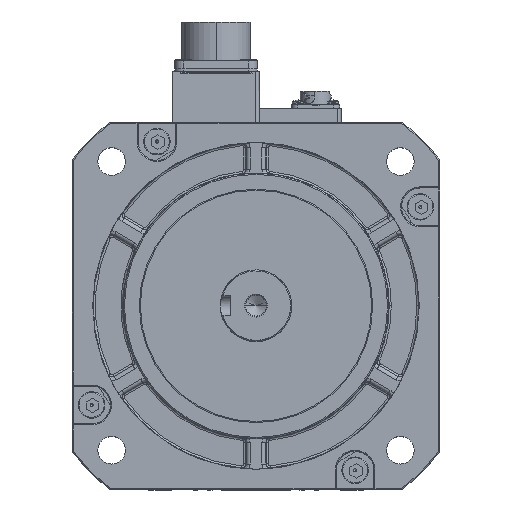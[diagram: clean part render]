
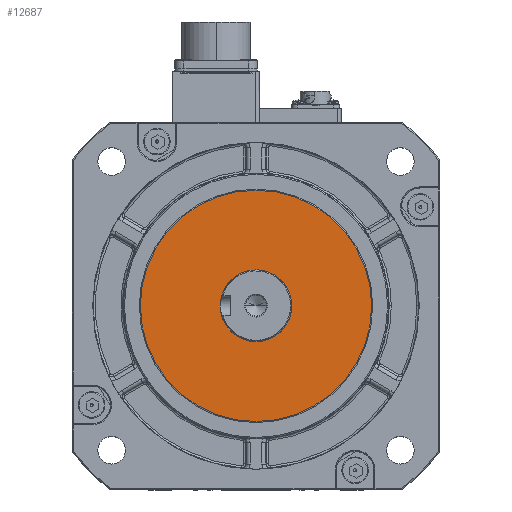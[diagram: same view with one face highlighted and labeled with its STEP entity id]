
A CAD part, top view. The second image highlights one B-rep face of the part: STEP entity #12687.
In plain terms, the highlighted planar face has unit normal (0, 0, 1).
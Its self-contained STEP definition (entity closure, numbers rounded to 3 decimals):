
#1843 = VERTEX_POINT ( 'NONE', #30682 ) ;
#4287 = VERTEX_POINT ( 'NONE', #35860 ) ;
#6562 = CARTESIAN_POINT ( 'NONE',  ( 0., 0., 67.7 ) ) ;
#6794 = AXIS2_PLACEMENT_3D ( 'NONE', #17509, #50700, #59862 ) ;
#12134 = VERTEX_POINT ( 'NONE', #31091 ) ;
#12613 = EDGE_CURVE ( 'NONE', #4287, #61537, #22614, .T. ) ;
#12687 = ADVANCED_FACE ( 'NONE', ( #35933, #50828 ), #17547, .T. ) ;
#13683 = CARTESIAN_POINT ( 'NONE',  ( 56.65, 0., 67.7 ) ) ;
#15134 = ORIENTED_EDGE ( 'NONE', *, *, #22807, .T. ) ;
#16463 = CIRCLE ( 'NONE', #32148, 17.5 ) ;
#16522 = CARTESIAN_POINT ( 'NONE',  ( 0., 0., 67.7 ) ) ;
#17509 = CARTESIAN_POINT ( 'NONE',  ( 0., 0., 67.7 ) ) ;
#17547 = PLANE ( 'NONE',  #34239 ) ;
#21056 = DIRECTION ( 'NONE',  ( 1., 0., 0. ) ) ;
#21698 = EDGE_CURVE ( 'NONE', #1843, #12134, #54362, .T. ) ;
#22514 = DIRECTION ( 'NONE',  ( 1., 0., 0. ) ) ;
#22614 = CIRCLE ( 'NONE', #50116, 56.65 ) ;
#22807 = EDGE_CURVE ( 'NONE', #61537, #4287, #27582, .T. ) ;
#25849 = ORIENTED_EDGE ( 'NONE', *, *, #12613, .T. ) ;
#27582 = CIRCLE ( 'NONE', #44184, 56.65 ) ;
#30682 = CARTESIAN_POINT ( 'NONE',  ( 17.5, 0., 67.7 ) ) ;
#31091 = CARTESIAN_POINT ( 'NONE',  ( -17.5, 0., 67.7 ) ) ;
#32148 = AXIS2_PLACEMENT_3D ( 'NONE', #6562, #43856, #39515 ) ;
#34239 = AXIS2_PLACEMENT_3D ( 'NONE', #46134, #60903, #22514 ) ;
#35860 = CARTESIAN_POINT ( 'NONE',  ( -56.65, 0., 67.7 ) ) ;
#35933 = FACE_BOUND ( 'NONE', #41928, .T. ) ;
#38827 = EDGE_LOOP ( 'NONE', ( #25849, #15134 ) ) ;
#39515 = DIRECTION ( 'NONE',  ( 1., 0., 0. ) ) ;
#41928 = EDGE_LOOP ( 'NONE', ( #60478, #56901 ) ) ;
#43856 = DIRECTION ( 'NONE',  ( 0., 0., 1. ) ) ;
#44184 = AXIS2_PLACEMENT_3D ( 'NONE', #52619, #46992, #51794 ) ;
#46134 = CARTESIAN_POINT ( 'NONE',  ( 52.5, 0., 67.7 ) ) ;
#46242 = EDGE_CURVE ( 'NONE', #12134, #1843, #16463, .T. ) ;
#46992 = DIRECTION ( 'NONE',  ( 0., 0., 1. ) ) ;
#50116 = AXIS2_PLACEMENT_3D ( 'NONE', #16522, #50324, #21056 ) ;
#50324 = DIRECTION ( 'NONE',  ( 0., 0., 1. ) ) ;
#50700 = DIRECTION ( 'NONE',  ( 0., 0., 1. ) ) ;
#50828 = FACE_OUTER_BOUND ( 'NONE', #38827, .T. ) ;
#51794 = DIRECTION ( 'NONE',  ( 1., 0., 0. ) ) ;
#52619 = CARTESIAN_POINT ( 'NONE',  ( 0., 0., 67.7 ) ) ;
#54362 = CIRCLE ( 'NONE', #6794, 17.5 ) ;
#56901 = ORIENTED_EDGE ( 'NONE', *, *, #46242, .F. ) ;
#59862 = DIRECTION ( 'NONE',  ( 1., 0., 0. ) ) ;
#60478 = ORIENTED_EDGE ( 'NONE', *, *, #21698, .F. ) ;
#60903 = DIRECTION ( 'NONE',  ( 0., 0., 1. ) ) ;
#61537 = VERTEX_POINT ( 'NONE', #13683 ) ;
